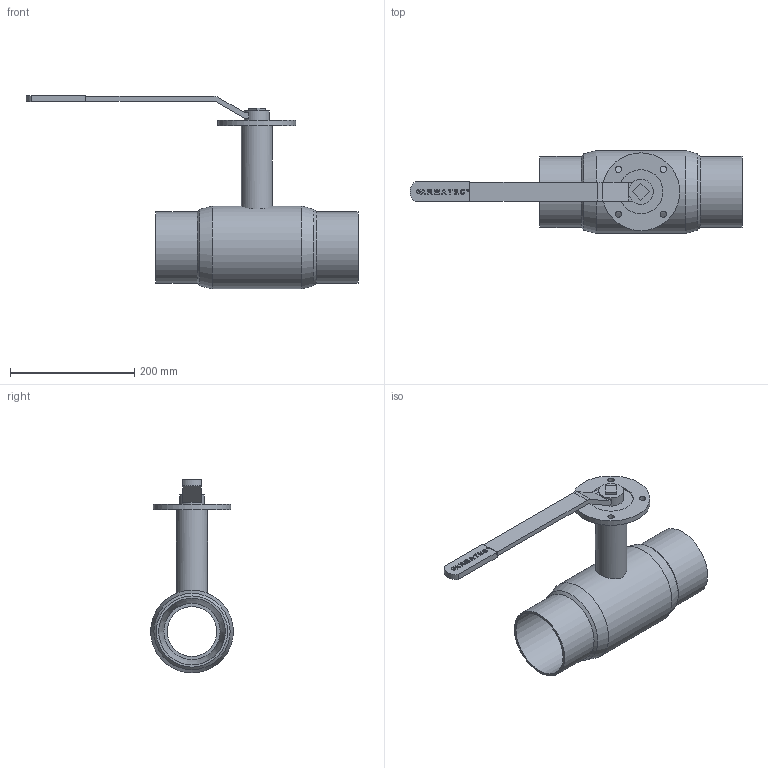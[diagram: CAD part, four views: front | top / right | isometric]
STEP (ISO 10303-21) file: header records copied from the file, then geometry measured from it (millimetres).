
FILE_DESCRIPTION((''),'2;1');
FILE_NAME('AT3590S-100.stp','2016-02-09T10:52:19',('Przemo'),(''),'Autodesk Inventor 2012','Autodesk Inventor 2012','');
FILE_SCHEMA(('AUTOMOTIVE_DESIGN { 1 0 10303 214 1 1 1 1 }'));
Length unit declared in the file: millimetre
Products named in the file (1): Część10
Bounding box: 533.5 x 133 x 311.5 mm (x, y, z)
Volume: 2002373.9 mm3; surface area: 312093.6 mm2
Topology: 1 solids, 1 shells, 200 faces, 501 edges, 331 vertices
Faces by surface type: plane 138, bspline 31, cylinder 21, cone 10
Full cylindrical faces by diameter (mm): 10 x4, 40 x1, 50 x1, 71 x1, 80 x1, 107.1 x2, 114.3 x2, 125 x1, 133 x1
Entity records: 6244 total; most frequent: CARTESIAN_POINT 1467, ORIENTED_EDGE 944, DIRECTION 802, EDGE_CURVE 472, VECTOR 356, LINE 356, VERTEX_POINT 326, EDGE_LOOP 262
